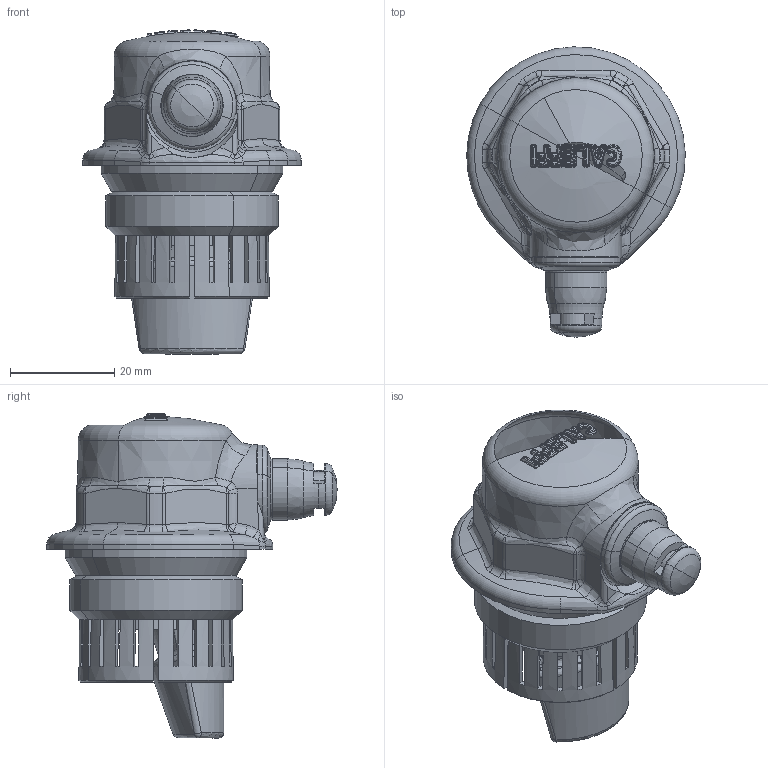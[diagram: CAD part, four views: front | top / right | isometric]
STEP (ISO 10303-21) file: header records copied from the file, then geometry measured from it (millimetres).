
FILE_DESCRIPTION(('CATIA V5 STEP Exchange'),'2;1');
FILE_NAME('STEP_507622_-_TST.stp','2017-03-20T07:05:06+00:00',('none'),('none'),'CATIA Version 5-6 Release 2014 SP5','CATIA V5 STEP AP203','none');
FILE_SCHEMA(('CONFIG_CONTROL_DESIGN'));
Length unit declared in the file: millimetre
Products named in the file (1): 507622 - TST
Bounding box: 41.99 x 55.79 x 62.26 mm (x, y, z)
Volume: 39831.2 mm3; surface area: 10575.2 mm2
Topology: 1 solids, 1 shells, 736 faces, 1959 edges, 1126 vertices
Faces by surface type: bspline 359, plane 148, cylinder 65, sphere 61, torus 57, cone 44, revolution 2
Entity records: 40499 total; most frequent: CARTESIAN_POINT 26572, ORIENTED_EDGE 3782, EDGE_CURVE 1891, DIRECTION 1296, B_SPLINE_CURVE_WITH_KNOTS 1181, VERTEX_POINT 1126, EDGE_LOOP 749, ADVANCED_FACE 736
